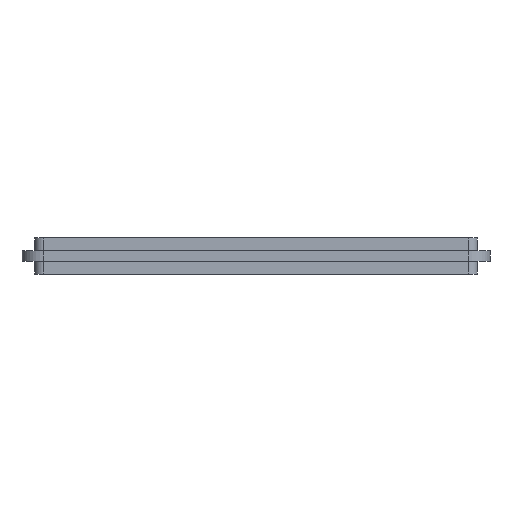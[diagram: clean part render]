
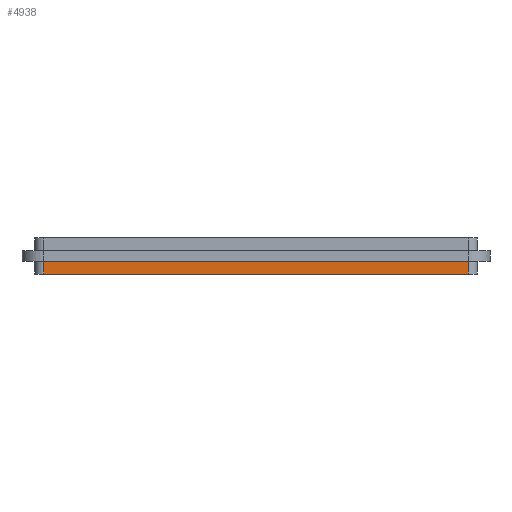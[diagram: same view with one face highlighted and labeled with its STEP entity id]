
A CAD part, front view. The second image highlights one B-rep face of the part: STEP entity #4938.
In plain terms, the highlighted planar face has unit normal (0, -1, 0).
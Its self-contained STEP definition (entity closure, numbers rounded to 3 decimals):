
#83 = DIRECTION ( 'NONE',  ( 0., 0., -1. ) ) ;
#475 = CARTESIAN_POINT ( 'NONE',  ( 10.25, -10.25, 0.875 ) ) ;
#507 = VECTOR ( 'NONE', #9718, 1000. ) ;
#673 = DIRECTION ( 'NONE',  ( 0., 1., 0. ) ) ;
#781 = CARTESIAN_POINT ( 'NONE',  ( -58.75, -10.25, -2.875 ) ) ;
#1622 = VECTOR ( 'NONE', #83, 1000. ) ;
#2252 = VECTOR ( 'NONE', #32079, 1000. ) ;
#4938 = ADVANCED_FACE ( 'NONE', ( #39254 ), #21169, .F. ) ;
#5290 = EDGE_CURVE ( 'NONE', #26889, #35619, #19934, .T. ) ;
#6040 = CARTESIAN_POINT ( 'NONE',  ( -58.75, -10.25, 0.875 ) ) ;
#6534 = LINE ( 'NONE', #21256, #507 ) ;
#6631 = DIRECTION ( 'NONE',  ( -1., 0., 0. ) ) ;
#7136 = CARTESIAN_POINT ( 'NONE',  ( 8.75, -10.25, -0.875 ) ) ;
#9718 = DIRECTION ( 'NONE',  ( 1., 0., 0. ) ) ;
#10031 = VERTEX_POINT ( 'NONE', #7136 ) ;
#11224 = DIRECTION ( 'NONE',  ( 0., 0., 1. ) ) ;
#11738 = VECTOR ( 'NONE', #11224, 1000. ) ;
#12165 = EDGE_CURVE ( 'NONE', #35619, #10031, #17772, .T. ) ;
#13589 = ORIENTED_EDGE ( 'NONE', *, *, #33001, .T. ) ;
#14017 = ORIENTED_EDGE ( 'NONE', *, *, #16939, .F. ) ;
#16939 = EDGE_CURVE ( 'NONE', #27920, #10031, #6534, .T. ) ;
#17772 = LINE ( 'NONE', #23550, #11738 ) ;
#18370 = LINE ( 'NONE', #6040, #1622 ) ;
#19934 = LINE ( 'NONE', #35251, #2252 ) ;
#20507 = CARTESIAN_POINT ( 'NONE',  ( -58.75, -10.25, -0.875 ) ) ;
#21169 = PLANE ( 'NONE',  #37172 ) ;
#21256 = CARTESIAN_POINT ( 'NONE',  ( -10.25, -10.25, -0.875 ) ) ;
#22104 = ORIENTED_EDGE ( 'NONE', *, *, #12165, .T. ) ;
#22200 = CARTESIAN_POINT ( 'NONE',  ( 8.75, -10.25, -2.875 ) ) ;
#23550 = CARTESIAN_POINT ( 'NONE',  ( 8.75, -10.25, 0.875 ) ) ;
#25294 = EDGE_LOOP ( 'NONE', ( #29919, #22104, #14017, #13589 ) ) ;
#26889 = VERTEX_POINT ( 'NONE', #781 ) ;
#27920 = VERTEX_POINT ( 'NONE', #20507 ) ;
#29919 = ORIENTED_EDGE ( 'NONE', *, *, #5290, .T. ) ;
#32079 = DIRECTION ( 'NONE',  ( 1., 0., 0. ) ) ;
#33001 = EDGE_CURVE ( 'NONE', #27920, #26889, #18370, .T. ) ;
#35251 = CARTESIAN_POINT ( 'NONE',  ( -10.25, -10.25, -2.875 ) ) ;
#35619 = VERTEX_POINT ( 'NONE', #22200 ) ;
#37172 = AXIS2_PLACEMENT_3D ( 'NONE', #475, #673, #6631 ) ;
#39254 = FACE_OUTER_BOUND ( 'NONE', #25294, .T. ) ;
